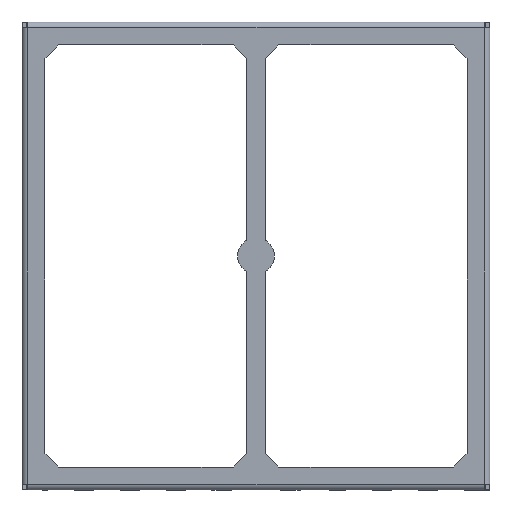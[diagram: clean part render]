
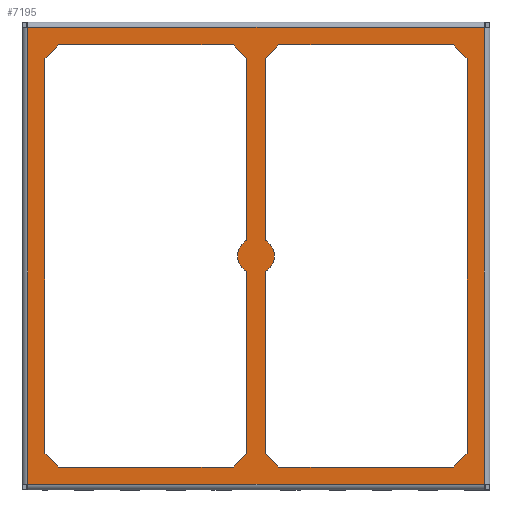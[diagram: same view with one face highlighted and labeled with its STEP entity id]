
A CAD part, top view. The second image highlights one B-rep face of the part: STEP entity #7195.
In plain terms, the highlighted planar face has unit normal (0, 0, 1).
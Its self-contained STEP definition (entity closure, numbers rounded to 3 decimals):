
#128=PLANE('',#7770);
#154=LINE('',#9500,#638);
#209=LINE('',#9677,#693);
#434=LINE('',#10364,#918);
#437=LINE('',#10370,#921);
#448=LINE('',#10405,#932);
#449=LINE('',#10407,#933);
#483=LINE('',#10508,#967);
#484=LINE('',#10510,#968);
#487=LINE('',#10516,#971);
#544=LINE('',#10794,#1028);
#551=LINE('',#10809,#1035);
#560=LINE('',#10867,#1044);
#562=LINE('',#10871,#1046);
#566=LINE('',#10880,#1050);
#572=LINE('',#10896,#1056);
#573=LINE('',#10898,#1057);
#578=LINE('',#10908,#1062);
#580=LINE('',#10912,#1064);
#583=LINE('',#10917,#1067);
#597=LINE('',#10957,#1081);
#598=LINE('',#10961,#1082);
#599=LINE('',#10962,#1083);
#638=VECTOR('',#7844,1000.);
#693=VECTOR('',#7995,1000.);
#918=VECTOR('',#8626,1000.);
#921=VECTOR('',#8631,1000.);
#932=VECTOR('',#8664,1000.);
#933=VECTOR('',#8667,1000.);
#967=VECTOR('',#8779,1000.);
#968=VECTOR('',#8782,1000.);
#971=VECTOR('',#8787,1000.);
#1028=VECTOR('',#9152,1000.);
#1035=VECTOR('',#9173,1000.);
#1044=VECTOR('',#9258,1000.);
#1046=VECTOR('',#9262,1000.);
#1050=VECTOR('',#9268,1000.);
#1056=VECTOR('',#9282,1000.);
#1057=VECTOR('',#9285,1000.);
#1062=VECTOR('',#9292,1000.);
#1064=VECTOR('',#9296,1000.);
#1067=VECTOR('',#9301,1000.);
#1081=VECTOR('',#9349,1000.);
#1082=VECTOR('',#9354,1000.);
#1083=VECTOR('',#9355,1000.);
#2282=ORIENTED_EDGE('',*,*,#2793,.F.);
#2283=ORIENTED_EDGE('',*,*,#3197,.T.);
#2284=ORIENTED_EDGE('',*,*,#2712,.F.);
#2285=ORIENTED_EDGE('',*,*,#3201,.T.);
#2286=ORIENTED_EDGE('',*,*,#3198,.F.);
#2287=ORIENTED_EDGE('',*,*,#3138,.F.);
#2288=ORIENTED_EDGE('',*,*,#3142,.F.);
#2289=ORIENTED_EDGE('',*,*,#3143,.T.);
#2290=ORIENTED_EDGE('',*,*,#3125,.F.);
#2291=ORIENTED_EDGE('',*,*,#3122,.T.);
#2292=ORIENTED_EDGE('',*,*,#3410,.F.);
#2293=ORIENTED_EDGE('',*,*,#3411,.T.);
#2294=ORIENTED_EDGE('',*,*,#3416,.F.);
#2295=ORIENTED_EDGE('',*,*,#3421,.T.);
#2296=ORIENTED_EDGE('',*,*,#3418,.F.);
#2297=ORIENTED_EDGE('',*,*,#3396,.T.);
#2298=ORIENTED_EDGE('',*,*,#3444,.F.);
#2299=ORIENTED_EDGE('',*,*,#3398,.T.);
#2300=ORIENTED_EDGE('',*,*,#3402,.F.);
#2301=ORIENTED_EDGE('',*,*,#3407,.F.);
#2302=ORIENTED_EDGE('',*,*,#3353,.T.);
#2303=ORIENTED_EDGE('',*,*,#3442,.T.);
#2304=ORIENTED_EDGE('',*,*,#3445,.T.);
#2305=ORIENTED_EDGE('',*,*,#3363,.T.);
#2712=EDGE_CURVE('',#3504,#3505,#154,.T.);
#2793=EDGE_CURVE('',#3578,#3579,#209,.T.);
#3122=EDGE_CURVE('',#3837,#3579,#434,.T.);
#3125=EDGE_CURVE('',#3837,#3839,#437,.T.);
#3138=EDGE_CURVE('',#3848,#3849,#4149,.T.);
#3142=EDGE_CURVE('',#3851,#3848,#448,.T.);
#3143=EDGE_CURVE('',#3851,#3839,#449,.T.);
#3197=EDGE_CURVE('',#3578,#3505,#483,.T.);
#3198=EDGE_CURVE('',#3849,#3880,#484,.T.);
#3201=EDGE_CURVE('',#3504,#3880,#487,.T.);
#3353=EDGE_CURVE('',#3949,#3877,#544,.T.);
#3363=EDGE_CURVE('',#3620,#3949,#551,.T.);
#3396=EDGE_CURVE('',#3961,#3960,#560,.T.);
#3398=EDGE_CURVE('',#3962,#3963,#562,.T.);
#3402=EDGE_CURVE('',#3966,#3963,#566,.T.);
#3407=EDGE_CURVE('',#3969,#3966,#4293,.T.);
#3410=EDGE_CURVE('',#3971,#3969,#572,.T.);
#3411=EDGE_CURVE('',#3971,#3972,#573,.T.);
#3416=EDGE_CURVE('',#3975,#3972,#578,.T.);
#3418=EDGE_CURVE('',#3961,#3977,#580,.T.);
#3421=EDGE_CURVE('',#3975,#3977,#583,.T.);
#3442=EDGE_CURVE('',#3877,#3987,#597,.T.);
#3444=EDGE_CURVE('',#3962,#3960,#598,.T.);
#3445=EDGE_CURVE('',#3987,#3620,#599,.T.);
#3504=VERTEX_POINT('',#9501);
#3505=VERTEX_POINT('',#9502);
#3578=VERTEX_POINT('',#9678);
#3579=VERTEX_POINT('',#9679);
#3620=VERTEX_POINT('',#9780);
#3837=VERTEX_POINT('',#10365);
#3839=VERTEX_POINT('',#10371);
#3848=VERTEX_POINT('',#10396);
#3849=VERTEX_POINT('',#10398);
#3851=VERTEX_POINT('',#10404);
#3877=VERTEX_POINT('',#10499);
#3880=VERTEX_POINT('',#10511);
#3949=VERTEX_POINT('',#10795);
#3960=VERTEX_POINT('',#10866);
#3961=VERTEX_POINT('',#10868);
#3962=VERTEX_POINT('',#10872);
#3963=VERTEX_POINT('',#10873);
#3966=VERTEX_POINT('',#10881);
#3969=VERTEX_POINT('',#10889);
#3971=VERTEX_POINT('',#10895);
#3972=VERTEX_POINT('',#10899);
#3975=VERTEX_POINT('',#10907);
#3977=VERTEX_POINT('',#10913);
#3987=VERTEX_POINT('',#10958);
#4149=CIRCLE('',#7499,2.);
#4293=CIRCLE('',#7746,2.);
#4565=EDGE_LOOP('',(#2282,#2283,#2284,#2285,#2286,#2287,#2288,#2289,#2290,
#2291));
#4566=EDGE_LOOP('',(#2292,#2293,#2294,#2295,#2296,#2297,#2298,#2299,#2300,
#2301));
#4567=EDGE_LOOP('',(#2302,#2303,#2304,#2305));
#4843=FACE_BOUND('',#4565,.T.);
#4844=FACE_BOUND('',#4566,.T.);
#4845=FACE_BOUND('',#4567,.T.);
#7195=ADVANCED_FACE('',(#4843,#4844,#4845),#128,.T.);
#7499=AXIS2_PLACEMENT_3D('',#10397,#8657,#8658);
#7746=AXIS2_PLACEMENT_3D('',#10890,#9276,#9277);
#7770=AXIS2_PLACEMENT_3D('',#10960,#9352,#9353);
#7844=DIRECTION('',(-1.,0.,0.));
#7995=DIRECTION('',(0.,-1.,0.));
#8626=DIRECTION('',(-0.707,0.707,0.));
#8631=DIRECTION('',(1.,0.,0.));
#8657=DIRECTION('',(0.,0.,-1.));
#8658=DIRECTION('',(1.,0.,0.));
#8664=DIRECTION('',(0.,1.,0.));
#8667=DIRECTION('',(-0.707,-0.707,0.));
#8779=DIRECTION('',(0.707,0.707,0.));
#8782=DIRECTION('',(0.,1.,0.));
#8787=DIRECTION('',(0.707,-0.707,0.));
#9152=DIRECTION('',(-1.,0.,0.));
#9173=DIRECTION('',(0.,1.,0.));
#9258=DIRECTION('',(-0.707,-0.707,0.));
#9262=DIRECTION('',(-0.707,0.707,0.));
#9268=DIRECTION('',(0.,-1.,0.));
#9276=DIRECTION('',(0.,0.,-1.));
#9277=DIRECTION('',(1.,0.,0.));
#9282=DIRECTION('',(0.,-1.,0.));
#9285=DIRECTION('',(0.707,0.707,0.));
#9292=DIRECTION('',(-1.,0.,0.));
#9296=DIRECTION('',(0.,1.,0.));
#9301=DIRECTION('',(0.707,-0.707,0.));
#9349=DIRECTION('',(0.,-1.,0.));
#9352=DIRECTION('',(0.,0.,1.));
#9353=DIRECTION('',(1.,0.,0.));
#9354=DIRECTION('',(1.,0.,0.));
#9355=DIRECTION('',(1.,0.,0.));
#9500=CARTESIAN_POINT('',(22.9,47.9,0.));
#9501=CARTESIAN_POINT('',(22.4,47.9,0.));
#9502=CARTESIAN_POINT('',(3.4,47.9,0.));
#9677=CARTESIAN_POINT('',(1.9,37.9,0.));
#9678=CARTESIAN_POINT('',(1.9,46.4,0.));
#9679=CARTESIAN_POINT('',(1.9,3.4,0.));
#9780=CARTESIAN_POINT('',(49.8,0.,0.));
#10364=CARTESIAN_POINT('',(3.4,1.9,0.));
#10365=CARTESIAN_POINT('',(3.4,1.9,0.));
#10370=CARTESIAN_POINT('',(16.9,1.9,0.));
#10371=CARTESIAN_POINT('',(22.4,1.9,0.));
#10396=CARTESIAN_POINT('',(23.9,23.168,0.));
#10397=CARTESIAN_POINT('',(24.9,24.9,0.));
#10398=CARTESIAN_POINT('',(23.9,26.632,0.));
#10404=CARTESIAN_POINT('',(23.9,3.4,0.));
#10405=CARTESIAN_POINT('',(23.9,22.609,0.));
#10407=CARTESIAN_POINT('',(22.4,1.9,0.));
#10499=CARTESIAN_POINT('',(0.,49.8,0.));
#10508=CARTESIAN_POINT('',(1.9,46.4,0.));
#10510=CARTESIAN_POINT('',(23.9,47.9,0.));
#10511=CARTESIAN_POINT('',(23.9,46.4,0.));
#10516=CARTESIAN_POINT('',(23.9,46.4,0.));
#10794=CARTESIAN_POINT('',(10.,49.8,0.));
#10795=CARTESIAN_POINT('',(49.8,49.8,0.));
#10809=CARTESIAN_POINT('',(49.8,39.8,0.));
#10866=CARTESIAN_POINT('',(46.4,1.9,0.));
#10867=CARTESIAN_POINT('',(47.9,3.4,0.));
#10868=CARTESIAN_POINT('',(47.9,3.4,0.));
#10871=CARTESIAN_POINT('',(25.9,3.4,0.));
#10872=CARTESIAN_POINT('',(27.4,1.9,0.));
#10873=CARTESIAN_POINT('',(25.9,3.4,0.));
#10880=CARTESIAN_POINT('',(25.9,1.9,0.));
#10881=CARTESIAN_POINT('',(25.9,23.168,0.));
#10889=CARTESIAN_POINT('',(25.9,26.632,0.));
#10890=CARTESIAN_POINT('',(24.9,24.9,0.));
#10895=CARTESIAN_POINT('',(25.9,46.4,0.));
#10896=CARTESIAN_POINT('',(25.9,27.191,0.));
#10898=CARTESIAN_POINT('',(27.4,47.9,0.));
#10899=CARTESIAN_POINT('',(27.4,47.9,0.));
#10907=CARTESIAN_POINT('',(46.4,47.9,0.));
#10908=CARTESIAN_POINT('',(22.9,47.9,0.));
#10912=CARTESIAN_POINT('',(47.9,31.9,0.));
#10913=CARTESIAN_POINT('',(47.9,46.4,0.));
#10917=CARTESIAN_POINT('',(46.4,47.9,0.));
#10957=CARTESIAN_POINT('',(0.,30.,0.));
#10958=CARTESIAN_POINT('',(0.,0.,0.));
#10960=CARTESIAN_POINT('',(9.4,29.4,0.));
#10961=CARTESIAN_POINT('',(16.9,1.9,0.));
#10962=CARTESIAN_POINT('',(29.8,0.,0.));
